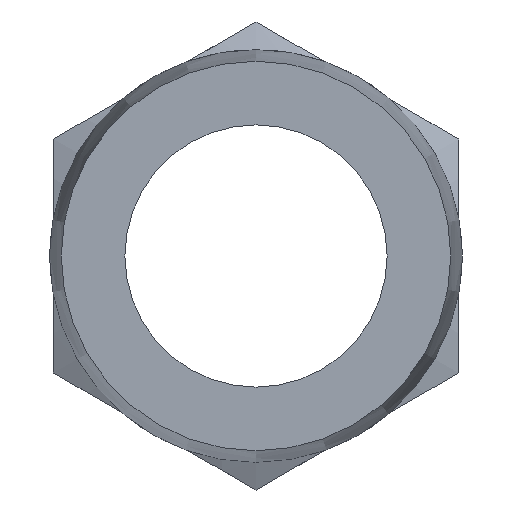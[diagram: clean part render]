
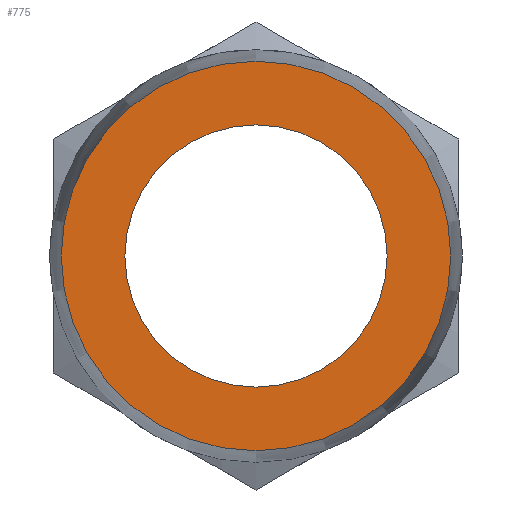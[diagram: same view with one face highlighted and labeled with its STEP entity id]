
A CAD part, front view. The second image highlights one B-rep face of the part: STEP entity #775.
In plain terms, the highlighted planar face has unit normal (0, -1, 0).
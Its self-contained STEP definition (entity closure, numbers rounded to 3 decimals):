
#101=PLANE('',#839);
#192=ORIENTED_EDGE('',*,*,#311,.F.);
#193=ORIENTED_EDGE('',*,*,#247,.F.);
#247=EDGE_CURVE('',#319,#319,#361,.T.);
#311=EDGE_CURVE('',#359,#359,#383,.T.);
#319=VERTEX_POINT('',#1020);
#359=VERTEX_POINT('',#1217);
#361=CIRCLE('',#797,8.17);
#383=CIRCLE('',#840,5.5);
#415=EDGE_LOOP('',(#192));
#416=EDGE_LOOP('',(#193));
#459=FACE_BOUND('',#415,.T.);
#460=FACE_BOUND('',#416,.T.);
#775=ADVANCED_FACE('',(#459,#460),#101,.F.);
#797=AXIS2_PLACEMENT_3D('',#1019,#867,#868);
#839=AXIS2_PLACEMENT_3D('',#1215,#969,#970);
#840=AXIS2_PLACEMENT_3D('',#1216,#971,#972);
#867=DIRECTION('',(0.,1.,0.));
#868=DIRECTION('',(0.,0.,1.));
#969=DIRECTION('',(0.,1.,0.));
#970=DIRECTION('',(0.,0.,1.));
#971=DIRECTION('',(0.,-1.,0.));
#972=DIRECTION('',(-1.,0.,0.));
#1019=CARTESIAN_POINT('',(0.,-11.46,0.));
#1020=CARTESIAN_POINT('',(0.,-11.46,8.17));
#1215=CARTESIAN_POINT('',(0.,-11.46,0.));
#1216=CARTESIAN_POINT('',(0.,-11.46,0.));
#1217=CARTESIAN_POINT('',(-5.5,-11.46,0.));
